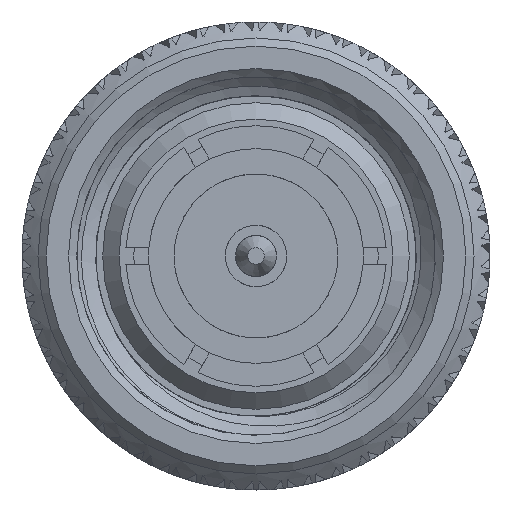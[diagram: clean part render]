
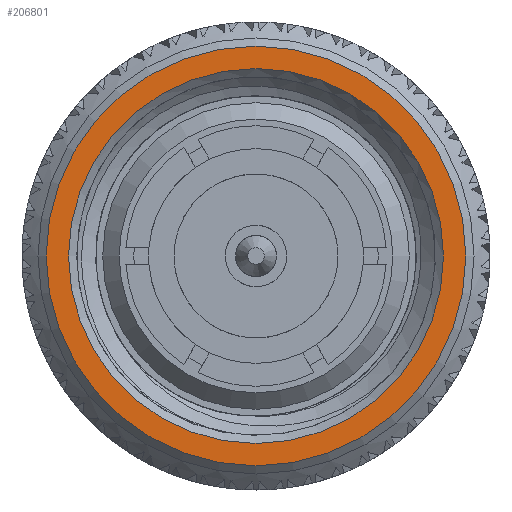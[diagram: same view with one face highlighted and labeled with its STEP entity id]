
A CAD part, left-side view. The second image highlights one B-rep face of the part: STEP entity #206801.
In plain terms, the highlighted planar face has unit normal (-1, 0, 0).
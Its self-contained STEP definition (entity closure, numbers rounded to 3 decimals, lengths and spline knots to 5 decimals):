
#7545 = CARTESIAN_POINT ( 'NONE',  ( 0., 0., 0. ) ) ;
#14040 = CARTESIAN_POINT ( 'NONE',  ( 0., 0., 0. ) ) ;
#35171 = CIRCLE ( 'NONE', #79204, 0.22875 ) ;
#36192 = VERTEX_POINT ( 'NONE', #38247 ) ;
#37337 = DIRECTION ( 'NONE',  ( -1., 0., 0. ) ) ;
#38247 = CARTESIAN_POINT ( 'NONE',  ( 0., 0.256, 0. ) ) ;
#47984 = DIRECTION ( 'NONE',  ( 0., 1., 0. ) ) ;
#51163 = EDGE_LOOP ( 'NONE', ( #91763 ) ) ;
#64548 = DIRECTION ( 'NONE',  ( 1., 0., 0. ) ) ;
#66641 = DIRECTION ( 'NONE',  ( 0., -1., 0. ) ) ;
#67763 = ORIENTED_EDGE ( 'NONE', *, *, #117167, .T. ) ;
#71216 = DIRECTION ( 'NONE',  ( 0., 1., 0. ) ) ;
#79204 = AXIS2_PLACEMENT_3D ( 'NONE', #14040, #94703, #47984 ) ;
#91763 = ORIENTED_EDGE ( 'NONE', *, *, #141185, .T. ) ;
#94703 = DIRECTION ( 'NONE',  ( 1., 0., 0. ) ) ;
#117167 = EDGE_CURVE ( 'NONE', #36192, #36192, #139695, .T. ) ;
#122451 = EDGE_LOOP ( 'NONE', ( #67763 ) ) ;
#130225 = PLANE ( 'NONE',  #179571 ) ;
#132916 = AXIS2_PLACEMENT_3D ( 'NONE', #7545, #37337, #71216 ) ;
#139695 = CIRCLE ( 'NONE', #132916, 0.256 ) ;
#141185 = EDGE_CURVE ( 'NONE', #171597, #171597, #35171, .T. ) ;
#161943 = FACE_OUTER_BOUND ( 'NONE', #122451, .T. ) ;
#171597 = VERTEX_POINT ( 'NONE', #173673 ) ;
#173673 = CARTESIAN_POINT ( 'NONE',  ( 0., 0.22875, 0. ) ) ;
#178876 = FACE_BOUND ( 'NONE', #51163, .T. ) ;
#179571 = AXIS2_PLACEMENT_3D ( 'NONE', #194751, #64548, #66641 ) ;
#194751 = CARTESIAN_POINT ( 'NONE',  ( 0., 0.27, 0. ) ) ;
#206801 = ADVANCED_FACE ( 'NONE', ( #178876, #161943 ), #130225, .F. ) ;
